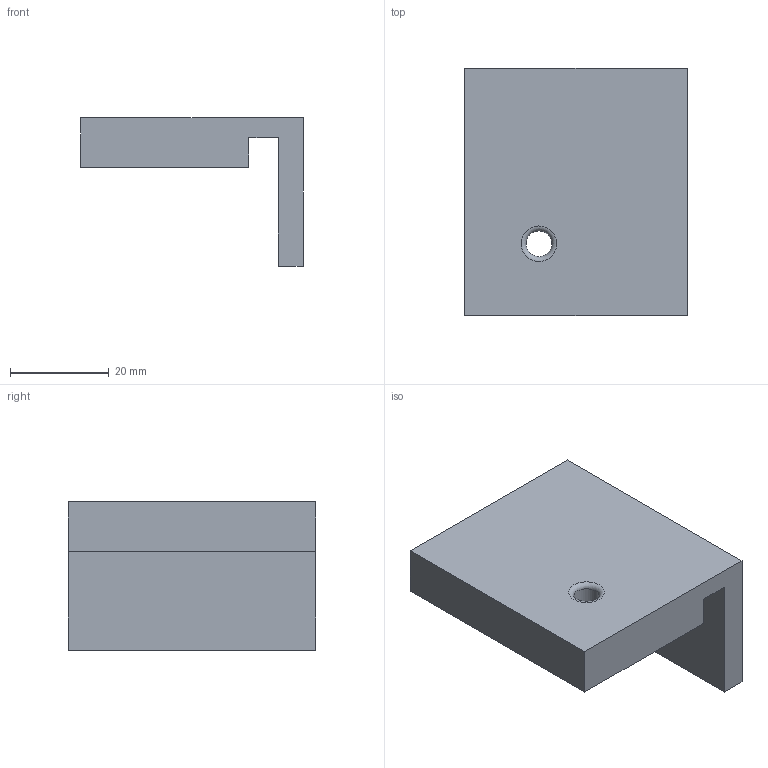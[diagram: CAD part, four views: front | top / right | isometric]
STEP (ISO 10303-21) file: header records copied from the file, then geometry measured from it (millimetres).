
FILE_DESCRIPTION(/* description */ (''),/* implementation_level */ '2;1');
FILE_NAME(/* name */ 'HolderSupportBEARING v3.step',/* time_stamp */ '2025-06-16T07:31:37+02:00',/* author */ (''),/* organization */ (''),/* preprocessor_version */ 'ST-DEVELOPER v20.1',/* originating_system */ 'Autodesk Translation Framework v14.10.0.0',/* authorisation */ '');
FILE_SCHEMA (('AUTOMOTIVE_DESIGN { 1 0 10303 214 3 1 1 }'));
Length unit declared in the file: millimetre
Products named in the file (1): HolderSupportBEARING
Bounding box: 45 x 50 x 30 mm (x, y, z)
Volume: 25478.5 mm3; surface area: 9236.2 mm2
Topology: 1 solids, 1 shells, 13 faces, 32 edges, 21 vertices
Faces by surface type: plane 10, torus 2, cylinder 1
Full cylindrical faces by diameter (mm): 5.2 x1
Entity records: 422 total; most frequent: DIRECTION 67, CARTESIAN_POINT 67, ORIENTED_EDGE 64, EDGE_CURVE 32, LINE 25, VECTOR 25, VERTEX_POINT 21, AXIS2_PLACEMENT_3D 21
